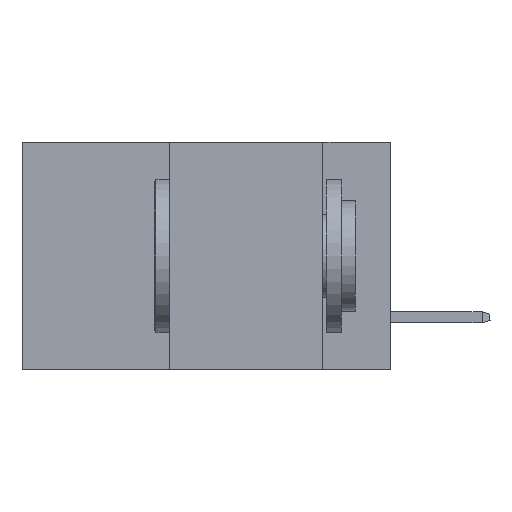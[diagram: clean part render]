
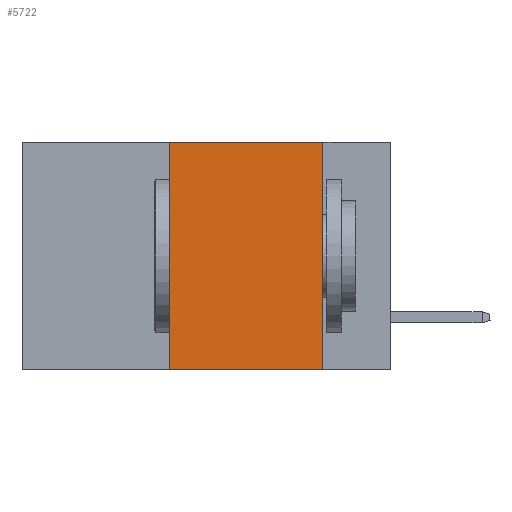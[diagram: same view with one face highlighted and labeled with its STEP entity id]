
A CAD part, left-side view. The second image highlights one B-rep face of the part: STEP entity #5722.
In plain terms, the highlighted planar face has unit normal (-1, 0, 0).
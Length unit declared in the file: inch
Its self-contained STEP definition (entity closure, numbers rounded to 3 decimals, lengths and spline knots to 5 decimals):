
#195 = EDGE_CURVE ( 'NONE', #29115, #28415, #1270, .T. ) ;
#710 = VECTOR ( 'NONE', #43484, 39.37008 ) ;
#1270 = LINE ( 'NONE', #19932, #710 ) ;
#2078 = LINE ( 'NONE', #40264, #36876 ) ;
#5412 = CARTESIAN_POINT ( 'NONE',  ( 0., 0.11, 0. ) ) ;
#5722 = ADVANCED_FACE ( 'NONE', ( #22314 ), #37566, .F. ) ;
#5878 = CARTESIAN_POINT ( 'NONE',  ( 0., 0.6, 0. ) ) ;
#7341 = DIRECTION ( 'NONE',  ( 0., 0., 1. ) ) ;
#10457 = EDGE_CURVE ( 'NONE', #26557, #19295, #2078, .T. ) ;
#10661 = DIRECTION ( 'NONE',  ( 1., 0., 0. ) ) ;
#14021 = DIRECTION ( 'NONE',  ( 0., 0., -1. ) ) ;
#14157 = VECTOR ( 'NONE', #25839, 39.37008 ) ;
#15091 = CARTESIAN_POINT ( 'NONE',  ( 0., 0.11, -0.37 ) ) ;
#16003 = ORIENTED_EDGE ( 'NONE', *, *, #10457, .F. ) ;
#16140 = CARTESIAN_POINT ( 'NONE',  ( 0., 0.36, -0.37 ) ) ;
#19295 = VERTEX_POINT ( 'NONE', #34388 ) ;
#19932 = CARTESIAN_POINT ( 'NONE',  ( 0., 0.11, 0. ) ) ;
#21053 = LINE ( 'NONE', #5878, #14157 ) ;
#22314 = FACE_OUTER_BOUND ( 'NONE', #40144, .T. ) ;
#22722 = AXIS2_PLACEMENT_3D ( 'NONE', #30908, #10661, #14021 ) ;
#24658 = ORIENTED_EDGE ( 'NONE', *, *, #195, .F. ) ;
#25839 = DIRECTION ( 'NONE',  ( 0., -1., 0. ) ) ;
#26479 = DIRECTION ( 'NONE',  ( 0., -1., 0. ) ) ;
#26557 = VERTEX_POINT ( 'NONE', #16140 ) ;
#27611 = ORIENTED_EDGE ( 'NONE', *, *, #33401, .T. ) ;
#28415 = VERTEX_POINT ( 'NONE', #15091 ) ;
#29115 = VERTEX_POINT ( 'NONE', #5412 ) ;
#29716 = LINE ( 'NONE', #32857, #32353 ) ;
#30908 = CARTESIAN_POINT ( 'NONE',  ( 0., 0.6, 0. ) ) ;
#32353 = VECTOR ( 'NONE', #26479, 39.37008 ) ;
#32857 = CARTESIAN_POINT ( 'NONE',  ( 0., 0.6, -0.37 ) ) ;
#33401 = EDGE_CURVE ( 'NONE', #26557, #28415, #29716, .T. ) ;
#34388 = CARTESIAN_POINT ( 'NONE',  ( 0., 0.36, 0. ) ) ;
#36876 = VECTOR ( 'NONE', #7341, 39.37008 ) ;
#37566 = PLANE ( 'NONE',  #22722 ) ;
#38891 = ORIENTED_EDGE ( 'NONE', *, *, #39822, .F. ) ;
#39822 = EDGE_CURVE ( 'NONE', #19295, #29115, #21053, .T. ) ;
#40144 = EDGE_LOOP ( 'NONE', ( #24658, #38891, #16003, #27611 ) ) ;
#40264 = CARTESIAN_POINT ( 'NONE',  ( 0., 0.36, 0. ) ) ;
#43484 = DIRECTION ( 'NONE',  ( 0., 0., -1. ) ) ;
